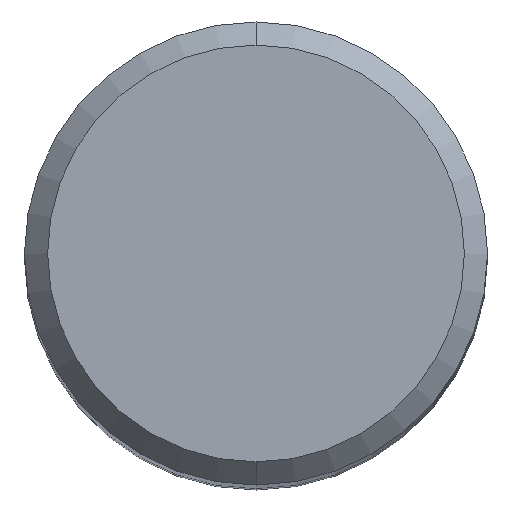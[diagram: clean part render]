
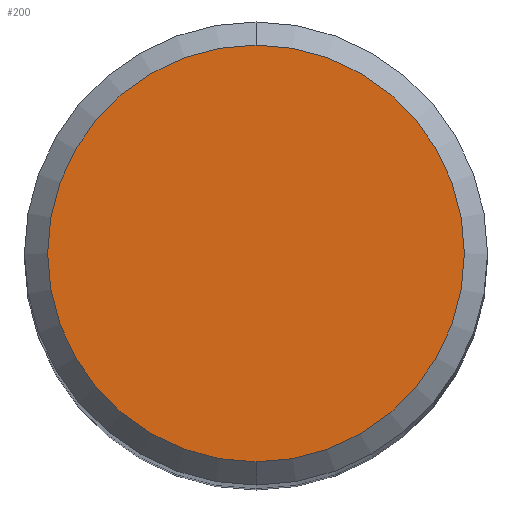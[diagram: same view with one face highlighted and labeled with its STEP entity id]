
A CAD part, top view. The second image highlights one B-rep face of the part: STEP entity #200.
In plain terms, the highlighted planar face has unit normal (0, 0, 1).
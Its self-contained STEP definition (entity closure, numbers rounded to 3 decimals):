
#194=VERTEX_POINT('',#462);
#200=ADVANCED_FACE('',(#468),#469,.T.);
#272=VERTEX_POINT('',#550);
#300=EDGE_CURVE('',#272,#194,#583,.T.);
#316=EDGE_CURVE('',#194,#272,#600,.T.);
#462=CARTESIAN_POINT('',(0.,-7.2,0.0));
#468=FACE_OUTER_BOUND('',#802,.T.);
#469=PLANE('',#803);
#550=CARTESIAN_POINT('',(0.0,7.2,0.0));
#583=CIRCLE('',#1111,7.2);
#600=CIRCLE('',#1134,7.2);
#802=EDGE_LOOP('',(#1382,#1383));
#803=AXIS2_PLACEMENT_3D('',#1384,#1385,#1386);
#1111=AXIS2_PLACEMENT_3D('',#1535,#1536,#1537);
#1134=AXIS2_PLACEMENT_3D('',#1556,#1557,#1558);
#1382=ORIENTED_EDGE('',*,*,#300,.F.);
#1383=ORIENTED_EDGE('',*,*,#316,.F.);
#1384=CARTESIAN_POINT('',(0.0,3.6,0.0));
#1385=DIRECTION('',(-0.0,0.0,1.0));
#1386=DIRECTION('',(0.0,-1.0,0.0));
#1535=CARTESIAN_POINT('',(0.0,0.0,0.0));
#1536=DIRECTION('',(0.0,0.0,-1.0));
#1537=DIRECTION('',(0.0,1.0,0.0));
#1556=CARTESIAN_POINT('',(0.0,0.0,0.0));
#1557=DIRECTION('',(0.0,0.0,-1.0));
#1558=DIRECTION('',(0.0,1.0,0.0));
